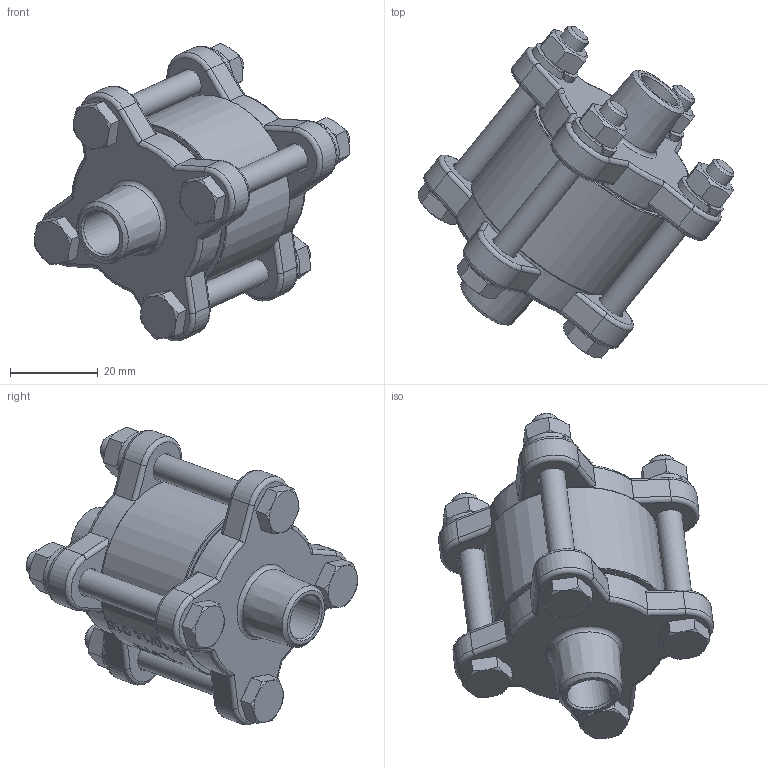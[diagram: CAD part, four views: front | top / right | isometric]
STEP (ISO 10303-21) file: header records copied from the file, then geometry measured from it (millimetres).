
FILE_DESCRIPTION((''),'2;1');
FILE_NAME('5114_008.stp','2013-02-05T08:31:09',('RL'),(''),'Autodesk Inventor 2012','Autodesk Inventor 2012','');
FILE_SCHEMA(('AUTOMOTIVE_DESIGN { 1 0 10303 214 1 1 1 1 }'));
Length unit declared in the file: millimetre
Products named in the file (1): 5114_008_KO_Konturvereinfachung_1
Bounding box: 72.02 x 75.74 x 67.94 mm (x, y, z)
Surface area: 23668.8 mm2 (no closed solid volume)
Topology: 0 solids, 1 shells, 509 faces, 1253 edges, 792 vertices
Faces by surface type: plane 207, cylinder 111, bspline 95, cone 58, torus 38
Full cylindrical faces by diameter (mm): 4.5 x1, 6 x6, 6.7 x8, 7.5 x1, 8.88 x4, 9.4 x2, 10.4 x2, 15 x1, 19 x1, 21.5 x1, 23 x1, 24 x1, 26 x2, 37.6 x2
Entity records: 31901 total; most frequent: CARTESIAN_POINT 20979, ORIENTED_EDGE 2266, DIRECTION 1838, EDGE_CURVE 1133, VERTEX_POINT 755, AXIS2_PLACEMENT_3D 721, EDGE_LOOP 664, FACE_OUTER_BOUND 509
